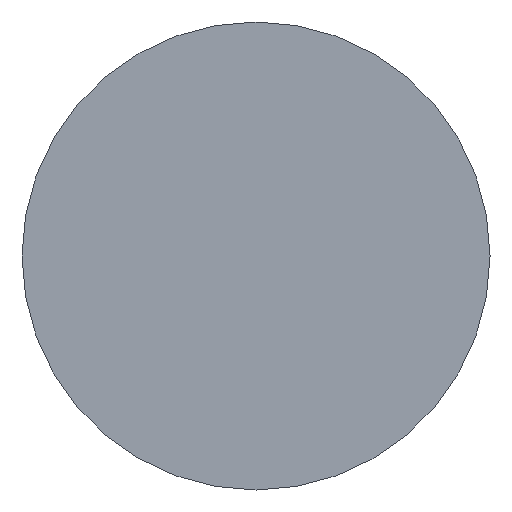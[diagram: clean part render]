
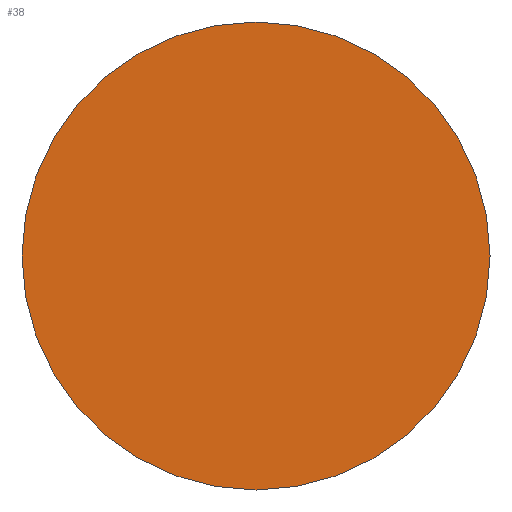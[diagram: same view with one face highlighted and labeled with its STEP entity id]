
A CAD part, front view. The second image highlights one B-rep face of the part: STEP entity #38.
In plain terms, the highlighted planar face has unit normal (0, -1, 0).
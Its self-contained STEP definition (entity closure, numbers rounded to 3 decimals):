
#15 = EDGE_CURVE ( 'NONE', #289, #256, #209, .T. ) ;
#38 = ADVANCED_FACE ( 'NONE', ( #383 ), #293, .F. ) ;
#53 = ORIENTED_EDGE ( 'NONE', *, *, #384, .F. ) ;
#73 = DIRECTION ( 'NONE',  ( 0., 0., 1. ) ) ;
#90 = DIRECTION ( 'NONE',  ( 0., 0., 1. ) ) ;
#115 = EDGE_LOOP ( 'NONE', ( #359, #53 ) ) ;
#122 = CARTESIAN_POINT ( 'NONE',  ( 0., 0., 0. ) ) ;
#145 = CIRCLE ( 'NONE', #204, 19.5 ) ;
#161 = DIRECTION ( 'NONE',  ( 0., 1., 0. ) ) ;
#169 = CARTESIAN_POINT ( 'NONE',  ( 0., 0., 19.5 ) ) ;
#175 = CARTESIAN_POINT ( 'NONE',  ( 0., 0., -19.5 ) ) ;
#180 = DIRECTION ( 'NONE',  ( 0., 0., 1. ) ) ;
#204 = AXIS2_PLACEMENT_3D ( 'NONE', #229, #161, #73 ) ;
#209 = CIRCLE ( 'NONE', #356, 19.5 ) ;
#227 = CARTESIAN_POINT ( 'NONE',  ( 0., 0., 0. ) ) ;
#229 = CARTESIAN_POINT ( 'NONE',  ( 0., 0., 0. ) ) ;
#256 = VERTEX_POINT ( 'NONE', #169 ) ;
#260 = DIRECTION ( 'NONE',  ( 0., 1., 0. ) ) ;
#289 = VERTEX_POINT ( 'NONE', #175 ) ;
#293 = PLANE ( 'NONE',  #411 ) ;
#356 = AXIS2_PLACEMENT_3D ( 'NONE', #227, #260, #90 ) ;
#359 = ORIENTED_EDGE ( 'NONE', *, *, #15, .F. ) ;
#362 = DIRECTION ( 'NONE',  ( 0., 1., 0. ) ) ;
#383 = FACE_OUTER_BOUND ( 'NONE', #115, .T. ) ;
#384 = EDGE_CURVE ( 'NONE', #256, #289, #145, .T. ) ;
#411 = AXIS2_PLACEMENT_3D ( 'NONE', #122, #362, #180 ) ;
